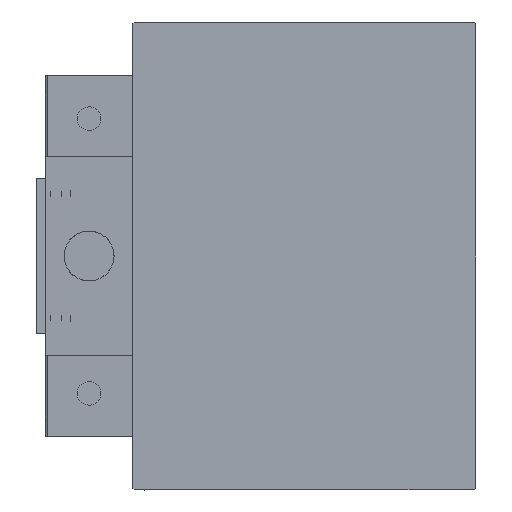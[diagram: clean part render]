
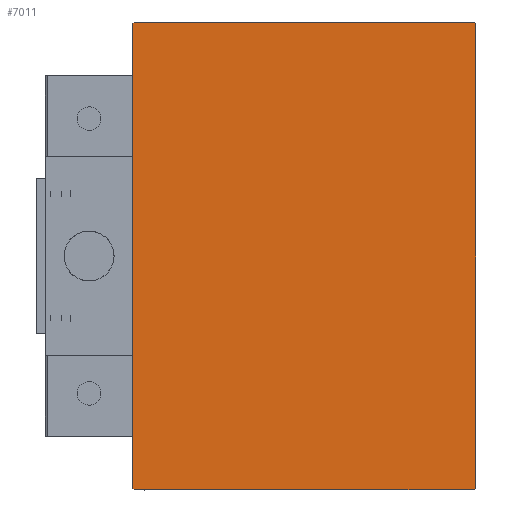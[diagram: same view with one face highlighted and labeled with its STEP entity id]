
A CAD part, left-side view. The second image highlights one B-rep face of the part: STEP entity #7011.
In plain terms, the highlighted face is planar.
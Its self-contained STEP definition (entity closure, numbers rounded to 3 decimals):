
#1036 = VECTOR ( 'NONE', #21698, 1000. ) ;
#1164 = EDGE_CURVE ( 'NONE', #4172, #17371, #51321, .T. ) ;
#1321 = CARTESIAN_POINT ( 'NONE',  ( 135., -27.2, -37.5 ) ) ;
#1708 = VECTOR ( 'NONE', #50864, 1000. ) ;
#2109 = LINE ( 'NONE', #35383, #1708 ) ;
#2390 = EDGE_LOOP ( 'NONE', ( #43335, #35564, #40264, #45606, #33504, #18650, #14612, #49209 ) ) ;
#3806 = EDGE_CURVE ( 'NONE', #26214, #38870, #40346, .T. ) ;
#4172 = VERTEX_POINT ( 'NONE', #44788 ) ;
#4494 = VECTOR ( 'NONE', #20043, 1000. ) ;
#5312 = EDGE_CURVE ( 'NONE', #19816, #13463, #31740, .T. ) ;
#5361 = EDGE_CURVE ( 'NONE', #17371, #42471, #19049, .T. ) ;
#6442 = PLANE ( 'NONE',  #27940 ) ;
#7011 = ADVANCED_FACE ( 'NONE', ( #51934 ), #6442, .T. ) ;
#7872 = CARTESIAN_POINT ( 'NONE',  ( 135., 27.5, -37.5 ) ) ;
#8660 = LINE ( 'NONE', #25141, #40769 ) ;
#8876 = VECTOR ( 'NONE', #52371, 1000. ) ;
#10821 = CARTESIAN_POINT ( 'NONE',  ( 135., 27.5, -37.2 ) ) ;
#11446 = DIRECTION ( 'NONE',  ( 0., -1., 0. ) ) ;
#11484 = CARTESIAN_POINT ( 'NONE',  ( 135., 27.2, -37.5 ) ) ;
#11921 = CARTESIAN_POINT ( 'NONE',  ( 135., -27.5, 37.2 ) ) ;
#12775 = CARTESIAN_POINT ( 'NONE',  ( 135., 32.35, 32.35 ) ) ;
#13045 = LINE ( 'NONE', #12775, #1036 ) ;
#13463 = VERTEX_POINT ( 'NONE', #35764 ) ;
#13802 = DIRECTION ( 'NONE',  ( 0., 0.707, 0.707 ) ) ;
#14612 = ORIENTED_EDGE ( 'NONE', *, *, #48036, .T. ) ;
#17371 = VERTEX_POINT ( 'NONE', #1321 ) ;
#18650 = ORIENTED_EDGE ( 'NONE', *, *, #28972, .T. ) ;
#19049 = LINE ( 'NONE', #27423, #8876 ) ;
#19235 = VECTOR ( 'NONE', #11446, 1000. ) ;
#19816 = VERTEX_POINT ( 'NONE', #52246 ) ;
#20043 = DIRECTION ( 'NONE',  ( 0., 0., 1. ) ) ;
#21698 = DIRECTION ( 'NONE',  ( 0., -0.707, 0.707 ) ) ;
#22407 = DIRECTION ( 'NONE',  ( 1., 0., 0. ) ) ;
#23861 = VERTEX_POINT ( 'NONE', #11921 ) ;
#25141 = CARTESIAN_POINT ( 'NONE',  ( 135., 32.35, -32.35 ) ) ;
#25303 = DIRECTION ( 'NONE',  ( 0., 0., -1. ) ) ;
#26120 = LINE ( 'NONE', #33424, #53255 ) ;
#26214 = VERTEX_POINT ( 'NONE', #10821 ) ;
#27423 = CARTESIAN_POINT ( 'NONE',  ( 135., -27.5, -37.5 ) ) ;
#27940 = AXIS2_PLACEMENT_3D ( 'NONE', #47060, #22407, #51674 ) ;
#28323 = CARTESIAN_POINT ( 'NONE',  ( 135., 27.5, 37.2 ) ) ;
#28972 = EDGE_CURVE ( 'NONE', #13463, #23861, #2109, .T. ) ;
#30440 = DIRECTION ( 'NONE',  ( 0., 0.707, -0.707 ) ) ;
#31740 = LINE ( 'NONE', #40126, #19235 ) ;
#33424 = CARTESIAN_POINT ( 'NONE',  ( 135., -27.5, 37.5 ) ) ;
#33504 = ORIENTED_EDGE ( 'NONE', *, *, #5312, .T. ) ;
#35383 = CARTESIAN_POINT ( 'NONE',  ( 135., -32.35, 32.35 ) ) ;
#35564 = ORIENTED_EDGE ( 'NONE', *, *, #40707, .T. ) ;
#35764 = CARTESIAN_POINT ( 'NONE',  ( 135., -27.2, 37.5 ) ) ;
#38870 = VERTEX_POINT ( 'NONE', #28323 ) ;
#39091 = CARTESIAN_POINT ( 'NONE',  ( 135., -32.35, -32.35 ) ) ;
#40126 = CARTESIAN_POINT ( 'NONE',  ( 135., 27.5, 37.5 ) ) ;
#40264 = ORIENTED_EDGE ( 'NONE', *, *, #3806, .T. ) ;
#40346 = LINE ( 'NONE', #7872, #4494 ) ;
#40477 = EDGE_CURVE ( 'NONE', #38870, #19816, #13045, .T. ) ;
#40707 = EDGE_CURVE ( 'NONE', #42471, #26214, #8660, .T. ) ;
#40769 = VECTOR ( 'NONE', #13802, 1000. ) ;
#42471 = VERTEX_POINT ( 'NONE', #11484 ) ;
#43335 = ORIENTED_EDGE ( 'NONE', *, *, #5361, .T. ) ;
#43440 = VECTOR ( 'NONE', #30440, 1000. ) ;
#44788 = CARTESIAN_POINT ( 'NONE',  ( 135., -27.5, -37.2 ) ) ;
#45606 = ORIENTED_EDGE ( 'NONE', *, *, #40477, .T. ) ;
#47060 = CARTESIAN_POINT ( 'NONE',  ( 135., 0., 0. ) ) ;
#48036 = EDGE_CURVE ( 'NONE', #23861, #4172, #26120, .T. ) ;
#49209 = ORIENTED_EDGE ( 'NONE', *, *, #1164, .T. ) ;
#50864 = DIRECTION ( 'NONE',  ( 0., -0.707, -0.707 ) ) ;
#51321 = LINE ( 'NONE', #39091, #43440 ) ;
#51674 = DIRECTION ( 'NONE',  ( 0., 0., -1. ) ) ;
#51934 = FACE_OUTER_BOUND ( 'NONE', #2390, .T. ) ;
#52246 = CARTESIAN_POINT ( 'NONE',  ( 135., 27.2, 37.5 ) ) ;
#52371 = DIRECTION ( 'NONE',  ( 0., 1., 0. ) ) ;
#53255 = VECTOR ( 'NONE', #25303, 1000. ) ;
